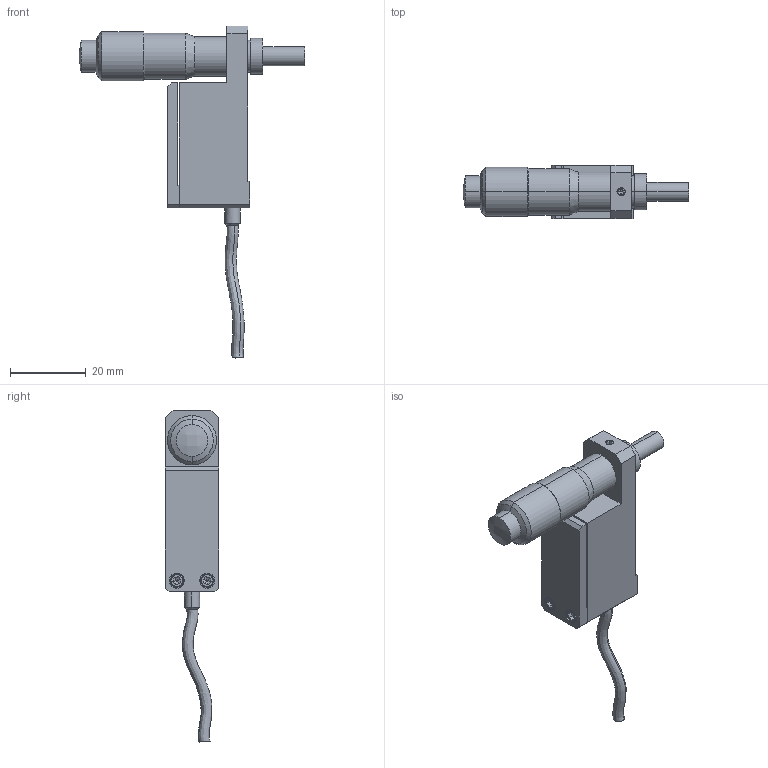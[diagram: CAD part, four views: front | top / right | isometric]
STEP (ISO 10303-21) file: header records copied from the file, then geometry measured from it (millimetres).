
FILE_DESCRIPTION (( 'STEP AP203' ), '1' );
FILE_NAME ('X65P84宏微复合台(去除宏动台)-21.08.12.STEP', '2021-08-12T08:30:50', ( '' ), ( '' ), 'SwSTEP 2.0', 'SolidWorks 2016', '' );
FILE_SCHEMA (( 'CONFIG_CONTROL_DESIGN' ));
Length unit declared in the file: millimetre
Products named in the file (1): X65P84宏微复合台(去除宏动台)-21.08.12
Bounding box: 59.36 x 14 x 87.58 mm (x, y, z)
Volume: 15088.6 mm3; surface area: 7151.1 mm2
Topology: 4 solids, 4 shells, 152 faces, 341 edges, 210 vertices
Faces by surface type: plane 80, cylinder 50, cone 13, bspline 9
Entity records: 4657 total; most frequent: CARTESIAN_POINT 1165, DIRECTION 731, ORIENTED_EDGE 678, EDGE_CURVE 339, AXIS2_PLACEMENT_3D 260, LINE 211, VECTOR 211, VERTEX_POINT 210
